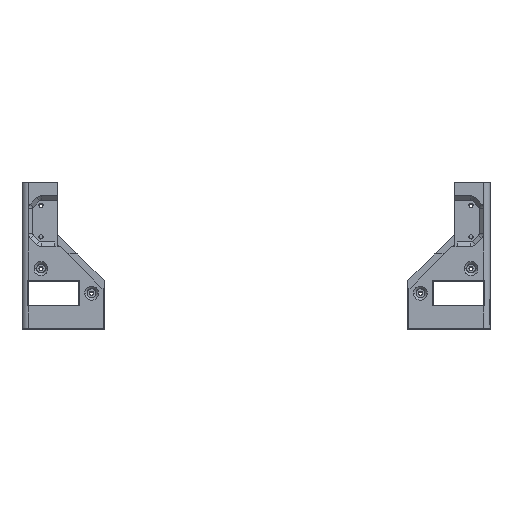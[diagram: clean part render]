
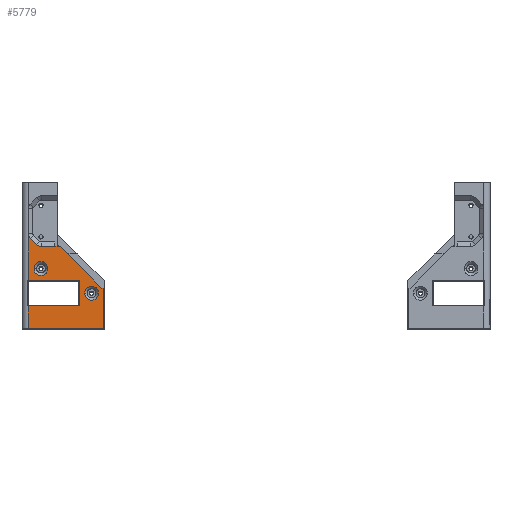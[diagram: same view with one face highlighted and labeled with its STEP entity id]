
A CAD part, top view. The second image highlights one B-rep face of the part: STEP entity #5779.
In plain terms, the highlighted planar face has unit normal (0, 0, 1).
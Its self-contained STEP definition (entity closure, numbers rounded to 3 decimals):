
#4 = VERTEX_POINT ( 'NONE', #2583 ) ;
#56 = LINE ( 'NONE', #7551, #13165 ) ;
#327 = EDGE_CURVE ( 'NONE', #8610, #4, #9341, .T. ) ;
#368 = LINE ( 'NONE', #11938, #3786 ) ;
#429 = LINE ( 'NONE', #11798, #2030 ) ;
#531 = LINE ( 'NONE', #9228, #12044 ) ;
#695 = FACE_BOUND ( 'NONE', #6149, .T. ) ;
#860 = ORIENTED_EDGE ( 'NONE', *, *, #11788, .F. ) ;
#895 = DIRECTION ( 'NONE',  ( 0., 0., 1. ) ) ;
#953 = EDGE_CURVE ( 'NONE', #3833, #10255, #10739, .T. ) ;
#1135 = VERTEX_POINT ( 'NONE', #8150 ) ;
#1192 = EDGE_CURVE ( 'NONE', #9791, #4059, #5836, .T. ) ;
#1202 = DIRECTION ( 'NONE',  ( 0., 0., 1. ) ) ;
#1272 = CARTESIAN_POINT ( 'NONE',  ( -169.929, 67., 195. ) ) ;
#1294 = CARTESIAN_POINT ( 'NONE',  ( -180., 102., 195. ) ) ;
#1422 = DIRECTION ( 'NONE',  ( 0., -1., 0. ) ) ;
#1540 = ORIENTED_EDGE ( 'NONE', *, *, #12128, .F. ) ;
#1604 = CARTESIAN_POINT ( 'NONE',  ( -135.5, 25., 195. ) ) ;
#1745 = LINE ( 'NONE', #9124, #7859 ) ;
#1748 = DIRECTION ( 'NONE',  ( 0., 1., 0. ) ) ;
#1826 = VERTEX_POINT ( 'NONE', #5772 ) ;
#1844 = ORIENTED_EDGE ( 'NONE', *, *, #6491, .T. ) ;
#1878 = AXIS2_PLACEMENT_3D ( 'NONE', #1272, #1202, #11488 ) ;
#1902 = CARTESIAN_POINT ( 'NONE',  ( -170., 44.5, 195. ) ) ;
#1954 = ORIENTED_EDGE ( 'NONE', *, *, #5318, .T. ) ;
#2030 = VECTOR ( 'NONE', #7521, 1000. ) ;
#2182 = EDGE_LOOP ( 'NONE', ( #3787, #7923, #8189, #9663, #1844, #860, #1954, #12405, #12355, #7445, #6164, #4031, #11299, #9794 ) ) ;
#2413 = EDGE_CURVE ( 'NONE', #6093, #10255, #1745, .T. ) ;
#2557 = CARTESIAN_POINT ( 'NONE',  ( -172., 62., 195. ) ) ;
#2583 = CARTESIAN_POINT ( 'NONE',  ( -178.536, 68.536, 195. ) ) ;
#2598 = DIRECTION ( 'NONE',  ( -1., 0., 0. ) ) ;
#2657 = DIRECTION ( 'NONE',  ( 0., 0., -1. ) ) ;
#2694 = AXIS2_PLACEMENT_3D ( 'NONE', #2782, #2657, #11104 ) ;
#2771 = CARTESIAN_POINT ( 'NONE',  ( -169.929, 62., 195. ) ) ;
#2782 = CARTESIAN_POINT ( 'NONE',  ( -180., 102., 195. ) ) ;
#2819 = DIRECTION ( 'NONE',  ( -1., 0., 0. ) ) ;
#2862 = DIRECTION ( 'NONE',  ( 0., 0., 1. ) ) ;
#2897 = CIRCLE ( 'NONE', #10086, 5.5 ) ;
#2930 = CARTESIAN_POINT ( 'NONE',  ( -120.5, 29., 195. ) ) ;
#2962 = VERTEX_POINT ( 'NONE', #6216 ) ;
#3059 = CARTESIAN_POINT ( 'NONE',  ( -139.5, 15., 195. ) ) ;
#3089 = LINE ( 'NONE', #11206, #10786 ) ;
#3203 = DIRECTION ( 'NONE',  ( 0., -1., 0. ) ) ;
#3299 = VECTOR ( 'NONE', #5546, 1000. ) ;
#3317 = LINE ( 'NONE', #6483, #10356 ) ;
#3599 = EDGE_CURVE ( 'NONE', #10420, #1135, #3705, .T. ) ;
#3632 = CARTESIAN_POINT ( 'NONE',  ( -180., -2.8, 195. ) ) ;
#3705 = LINE ( 'NONE', #12227, #7459 ) ;
#3713 = EDGE_CURVE ( 'NONE', #10151, #2962, #11139, .T. ) ;
#3786 = VECTOR ( 'NONE', #2598, 1000. ) ;
#3787 = ORIENTED_EDGE ( 'NONE', *, *, #13462, .F. ) ;
#3833 = VERTEX_POINT ( 'NONE', #10328 ) ;
#3922 = EDGE_CURVE ( 'NONE', #11841, #7873, #4458, .T. ) ;
#4006 = CARTESIAN_POINT ( 'NONE',  ( -159., 62., 195. ) ) ;
#4031 = ORIENTED_EDGE ( 'NONE', *, *, #11324, .T. ) ;
#4059 = VERTEX_POINT ( 'NONE', #1604 ) ;
#4075 = DIRECTION ( 'NONE',  ( 1., 0., 0. ) ) ;
#4175 = DIRECTION ( 'NONE',  ( 1., 0., 0. ) ) ;
#4189 = DIRECTION ( 'NONE',  ( 0., -1., 0. ) ) ;
#4271 = CIRCLE ( 'NONE', #1878, 5. ) ;
#4383 = EDGE_CURVE ( 'NONE', #5420, #5805, #429, .T. ) ;
#4458 = LINE ( 'NONE', #2557, #3299 ) ;
#4934 = VECTOR ( 'NONE', #3203, 1000. ) ;
#4939 = DIRECTION ( 'NONE',  ( 1., 0., 0. ) ) ;
#5318 = EDGE_CURVE ( 'NONE', #1826, #4, #531, .T. ) ;
#5420 = VERTEX_POINT ( 'NONE', #2930 ) ;
#5546 = DIRECTION ( 'NONE',  ( -1., 0., 0. ) ) ;
#5772 = CARTESIAN_POINT ( 'NONE',  ( -173.464, 63.464, 195. ) ) ;
#5779 = ADVANCED_FACE ( 'NONE', ( #695, #7083, #12251 ), #13204, .F. ) ;
#5805 = VERTEX_POINT ( 'NONE', #10970 ) ;
#5819 = CARTESIAN_POINT ( 'NONE',  ( -154.778, 62., 195. ) ) ;
#5836 = CIRCLE ( 'NONE', #7175, 5.5 ) ;
#5949 = EDGE_LOOP ( 'NONE', ( #1540, #11705 ) ) ;
#6093 = VERTEX_POINT ( 'NONE', #11919 ) ;
#6149 = EDGE_LOOP ( 'NONE', ( #9103, #13463 ) ) ;
#6164 = ORIENTED_EDGE ( 'NONE', *, *, #3599, .F. ) ;
#6202 = LINE ( 'NONE', #8539, #4934 ) ;
#6216 = CARTESIAN_POINT ( 'NONE',  ( -164.5, 44.5, 195. ) ) ;
#6344 = DIRECTION ( 'NONE',  ( 0., 0., 1. ) ) ;
#6483 = CARTESIAN_POINT ( 'NONE',  ( -140., 35., 195. ) ) ;
#6491 = EDGE_CURVE ( 'NONE', #7873, #10714, #368, .T. ) ;
#6801 = EDGE_CURVE ( 'NONE', #7170, #1135, #3317, .T. ) ;
#6802 = AXIS2_PLACEMENT_3D ( 'NONE', #13318, #10114, #4939 ) ;
#6866 = LINE ( 'NONE', #5819, #11707 ) ;
#7031 = EDGE_CURVE ( 'NONE', #8610, #7170, #3089, .T. ) ;
#7083 = FACE_BOUND ( 'NONE', #5949, .T. ) ;
#7170 = VERTEX_POINT ( 'NONE', #8439 ) ;
#7175 = AXIS2_PLACEMENT_3D ( 'NONE', #13378, #11273, #13456 ) ;
#7416 = DIRECTION ( 'NONE',  ( -1., 0., 0. ) ) ;
#7445 = ORIENTED_EDGE ( 'NONE', *, *, #6801, .T. ) ;
#7459 = VECTOR ( 'NONE', #1748, 1000. ) ;
#7514 = CARTESIAN_POINT ( 'NONE',  ( -130., 25., 195. ) ) ;
#7521 = DIRECTION ( 'NONE',  ( -1., 0., 0. ) ) ;
#7551 = CARTESIAN_POINT ( 'NONE',  ( -140., 15., 195. ) ) ;
#7673 = CARTESIAN_POINT ( 'NONE',  ( -154.778, 62., 195. ) ) ;
#7752 = CARTESIAN_POINT ( 'NONE',  ( -175.5, 44.5, 195. ) ) ;
#7827 = DIRECTION ( 'NONE',  ( -0.707, 0.707, 0. ) ) ;
#7859 = VECTOR ( 'NONE', #2819, 1000. ) ;
#7873 = VERTEX_POINT ( 'NONE', #4006 ) ;
#7923 = ORIENTED_EDGE ( 'NONE', *, *, #4383, .T. ) ;
#8150 = CARTESIAN_POINT ( 'NONE',  ( -139.5, 35., 195. ) ) ;
#8189 = ORIENTED_EDGE ( 'NONE', *, *, #12279, .T. ) ;
#8326 = DIRECTION ( 'NONE',  ( 1., 0., 0. ) ) ;
#8439 = CARTESIAN_POINT ( 'NONE',  ( -180., 35., 195. ) ) ;
#8539 = CARTESIAN_POINT ( 'NONE',  ( -120.5, 102., 195. ) ) ;
#8610 = VERTEX_POINT ( 'NONE', #9070 ) ;
#9070 = CARTESIAN_POINT ( 'NONE',  ( -180., 72.071, 195. ) ) ;
#9103 = ORIENTED_EDGE ( 'NONE', *, *, #3713, .F. ) ;
#9124 = CARTESIAN_POINT ( 'NONE',  ( -180., -2.8, 195. ) ) ;
#9228 = CARTESIAN_POINT ( 'NONE',  ( -180., 70., 195. ) ) ;
#9341 = CIRCLE ( 'NONE', #13461, 5. ) ;
#9663 = ORIENTED_EDGE ( 'NONE', *, *, #3922, .T. ) ;
#9791 = VERTEX_POINT ( 'NONE', #13412 ) ;
#9794 = ORIENTED_EDGE ( 'NONE', *, *, #2413, .F. ) ;
#9828 = EDGE_CURVE ( 'NONE', #2962, #10151, #2897, .T. ) ;
#9992 = DIRECTION ( 'NONE',  ( -0.707, 0.707, 0. ) ) ;
#10086 = AXIS2_PLACEMENT_3D ( 'NONE', #1902, #895, #4075 ) ;
#10114 = DIRECTION ( 'NONE',  ( 0., 0., 1. ) ) ;
#10151 = VERTEX_POINT ( 'NONE', #7752 ) ;
#10255 = VERTEX_POINT ( 'NONE', #3632 ) ;
#10328 = CARTESIAN_POINT ( 'NONE',  ( -180., 15., 195. ) ) ;
#10356 = VECTOR ( 'NONE', #8326, 1000. ) ;
#10420 = VERTEX_POINT ( 'NONE', #3059 ) ;
#10714 = VERTEX_POINT ( 'NONE', #2771 ) ;
#10739 = LINE ( 'NONE', #1294, #11947 ) ;
#10786 = VECTOR ( 'NONE', #4189, 1000. ) ;
#10970 = CARTESIAN_POINT ( 'NONE',  ( -121.778, 29., 195. ) ) ;
#11104 = DIRECTION ( 'NONE',  ( 1., 0., 0. ) ) ;
#11139 = CIRCLE ( 'NONE', #6802, 5.5 ) ;
#11206 = CARTESIAN_POINT ( 'NONE',  ( -180., 102., 195. ) ) ;
#11244 = AXIS2_PLACEMENT_3D ( 'NONE', #7514, #6344, #11662 ) ;
#11273 = DIRECTION ( 'NONE',  ( 0., 0., 1. ) ) ;
#11299 = ORIENTED_EDGE ( 'NONE', *, *, #953, .T. ) ;
#11324 = EDGE_CURVE ( 'NONE', #10420, #3833, #56, .T. ) ;
#11488 = DIRECTION ( 'NONE',  ( 1., 0., 0. ) ) ;
#11662 = DIRECTION ( 'NONE',  ( 1., 0., 0. ) ) ;
#11705 = ORIENTED_EDGE ( 'NONE', *, *, #1192, .F. ) ;
#11707 = VECTOR ( 'NONE', #9992, 1000. ) ;
#11788 = EDGE_CURVE ( 'NONE', #1826, #10714, #4271, .T. ) ;
#11798 = CARTESIAN_POINT ( 'NONE',  ( -120., 29., 195. ) ) ;
#11841 = VERTEX_POINT ( 'NONE', #7673 ) ;
#11919 = CARTESIAN_POINT ( 'NONE',  ( -120.5, -2.8, 195. ) ) ;
#11938 = CARTESIAN_POINT ( 'NONE',  ( -172., 62., 195. ) ) ;
#11947 = VECTOR ( 'NONE', #1422, 1000. ) ;
#12044 = VECTOR ( 'NONE', #7827, 1000. ) ;
#12128 = EDGE_CURVE ( 'NONE', #4059, #9791, #13421, .T. ) ;
#12210 = CARTESIAN_POINT ( 'NONE',  ( -175., 72.071, 195. ) ) ;
#12227 = CARTESIAN_POINT ( 'NONE',  ( -139.5, 35., 195. ) ) ;
#12251 = FACE_OUTER_BOUND ( 'NONE', #2182, .T. ) ;
#12279 = EDGE_CURVE ( 'NONE', #5805, #11841, #6866, .T. ) ;
#12355 = ORIENTED_EDGE ( 'NONE', *, *, #7031, .T. ) ;
#12405 = ORIENTED_EDGE ( 'NONE', *, *, #327, .F. ) ;
#13165 = VECTOR ( 'NONE', #7416, 1000. ) ;
#13204 = PLANE ( 'NONE',  #2694 ) ;
#13318 = CARTESIAN_POINT ( 'NONE',  ( -170., 44.5, 195. ) ) ;
#13378 = CARTESIAN_POINT ( 'NONE',  ( -130., 25., 195. ) ) ;
#13412 = CARTESIAN_POINT ( 'NONE',  ( -124.5, 25., 195. ) ) ;
#13421 = CIRCLE ( 'NONE', #11244, 5.5 ) ;
#13456 = DIRECTION ( 'NONE',  ( 1., 0., 0. ) ) ;
#13461 = AXIS2_PLACEMENT_3D ( 'NONE', #12210, #2862, #4175 ) ;
#13462 = EDGE_CURVE ( 'NONE', #5420, #6093, #6202, .T. ) ;
#13463 = ORIENTED_EDGE ( 'NONE', *, *, #9828, .F. ) ;
